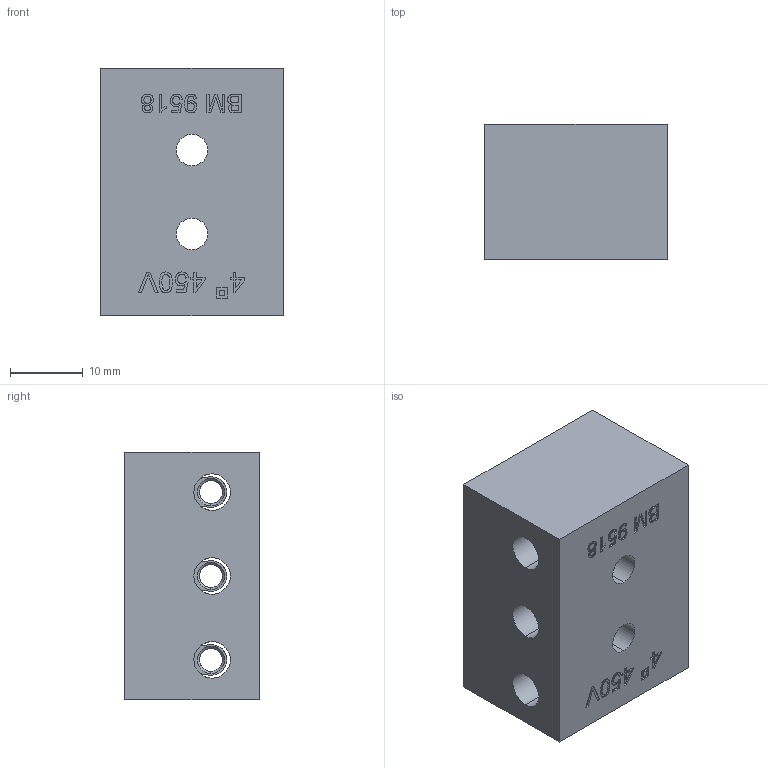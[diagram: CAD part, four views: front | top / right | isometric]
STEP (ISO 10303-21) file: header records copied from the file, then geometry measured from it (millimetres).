
FILE_DESCRIPTION (( 'STEP AP203' ), '1' );
FILE_NAME ('9518.STEP', '2025-09-26T11:23:58', ( '' ), ( '' ), 'SwSTEP 2.0', 'SolidWorks 2022', '' );
FILE_SCHEMA (( 'CONFIG_CONTROL_DESIGN' ));
Length unit declared in the file: millimetre
Products named in the file (4): SAVMIC36; 9518; SABUS9201; SAINVSTEA9518
Assembly tree (13 placements, depth 2):
  9518
    SAINVSTEA9518
    SABUS9201  x4
    SAVMIC36  x8
Bounding box: 25 x 18.5 x 34 mm (x, y, z)
Volume: 13129.5 mm3; surface area: 8658.7 mm2
Topology: 13 solids, 13 shells, 435 faces, 1096 edges, 712 vertices
Faces by surface type: plane 220, cylinder 94, bspline 73, cone 48
Entity records: 13408 total; most frequent: CARTESIAN_POINT 6181, ORIENTED_EDGE 1464, DIRECTION 1130, EDGE_CURVE 732, VERTEX_POINT 478, VECTOR 456, LINE 456, AXIS2_PLACEMENT_3D 337
